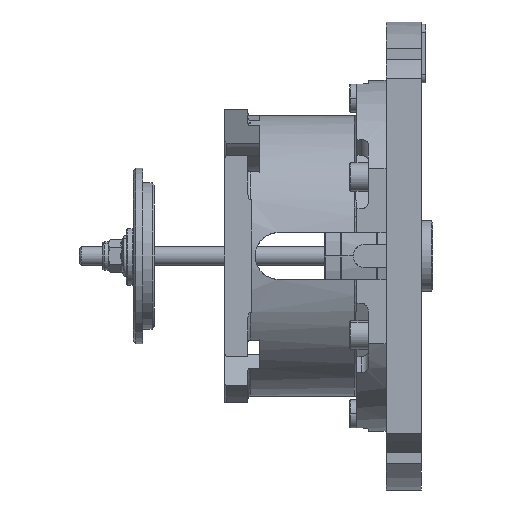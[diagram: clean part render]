
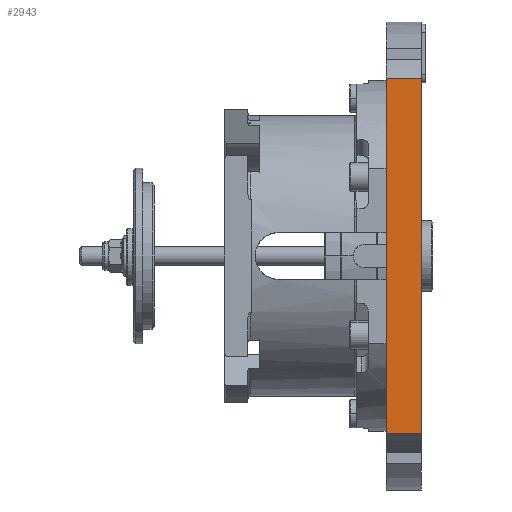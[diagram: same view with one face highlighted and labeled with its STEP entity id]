
A CAD part, left-side view. The second image highlights one B-rep face of the part: STEP entity #2943.
In plain terms, the highlighted planar face has unit normal (-1, 0, 0).
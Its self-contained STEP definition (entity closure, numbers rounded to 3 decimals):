
#1463 = DIRECTION ( 'NONE',  ( 0., 0., -1. ) ) ;
#1475 = CARTESIAN_POINT ( 'NONE',  ( -130., 30., -160. ) ) ;
#1502 = DIRECTION ( 'NONE',  ( 0., -1., 0. ) ) ;
#1506 = CARTESIAN_POINT ( 'NONE',  ( -130., 30., 151.987 ) ) ;
#2362 = EDGE_LOOP ( 'NONE', ( #4194, #4195, #4196, #4197 ) ) ;
#2693 = CARTESIAN_POINT ( 'NONE',  ( -130., -5., -160. ) ) ;
#2695 = PLANE ( 'NONE',  #7964 ) ;
#2698 = DIRECTION ( 'NONE',  ( 1., 0., 0. ) ) ;
#2699 = DIRECTION ( 'NONE',  ( 0., 0., -1. ) ) ;
#2943 = ADVANCED_FACE ( 'NONE', ( #7559 ), #2695, .F. ) ;
#3443 = EDGE_CURVE ( 'NONE', #3647, #4595, #9359, .T. ) ;
#3451 = EDGE_CURVE ( 'NONE', #4595, #4583, #9369, .T. ) ;
#3645 = VERTEX_POINT ( 'NONE', #12351 ) ;
#3647 = VERTEX_POINT ( 'NONE', #12353 ) ;
#4194 = ORIENTED_EDGE ( 'NONE', *, *, #7826, .T. ) ;
#4195 = ORIENTED_EDGE ( 'NONE', *, *, #3451, .F. ) ;
#4196 = ORIENTED_EDGE ( 'NONE', *, *, #3443, .F. ) ;
#4197 = ORIENTED_EDGE ( 'NONE', *, *, #7838, .F. ) ;
#4583 = VERTEX_POINT ( 'NONE', #12361 ) ;
#4595 = VERTEX_POINT ( 'NONE', #12376 ) ;
#7559 = FACE_OUTER_BOUND ( 'NONE', #2362, .T. ) ;
#7826 = EDGE_CURVE ( 'NONE', #3645, #4583, #15559, .T. ) ;
#7838 = EDGE_CURVE ( 'NONE', #3645, #3647, #15579, .T. ) ;
#7964 = AXIS2_PLACEMENT_3D ( 'NONE', #2693, #2698, #2699 ) ;
#9359 = LINE ( 'NONE', #12144, #9362 ) ;
#9362 = VECTOR ( 'NONE', #12145, 1000. ) ;
#9369 = LINE ( 'NONE', #12166, #9372 ) ;
#9372 = VECTOR ( 'NONE', #12155, 1000. ) ;
#12144 = CARTESIAN_POINT ( 'NONE',  ( -130., 0., 0. ) ) ;
#12145 = DIRECTION ( 'NONE',  ( 0., 0., -1. ) ) ;
#12155 = DIRECTION ( 'NONE',  ( 0., 1., 0. ) ) ;
#12166 = CARTESIAN_POINT ( 'NONE',  ( -130., 30., -151.987 ) ) ;
#12351 = CARTESIAN_POINT ( 'NONE',  ( -130., 30., 151.987 ) ) ;
#12353 = CARTESIAN_POINT ( 'NONE',  ( -130., 0., 151.987 ) ) ;
#12361 = CARTESIAN_POINT ( 'NONE',  ( -130., 30., -151.987 ) ) ;
#12376 = CARTESIAN_POINT ( 'NONE',  ( -130., 0., -151.987 ) ) ;
#15559 = LINE ( 'NONE', #1475, #15564 ) ;
#15564 = VECTOR ( 'NONE', #1463, 1000. ) ;
#15579 = LINE ( 'NONE', #1506, #15581 ) ;
#15581 = VECTOR ( 'NONE', #1502, 1000. ) ;
